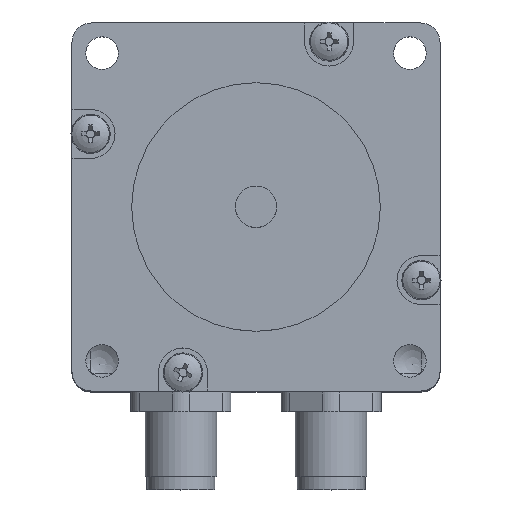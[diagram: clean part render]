
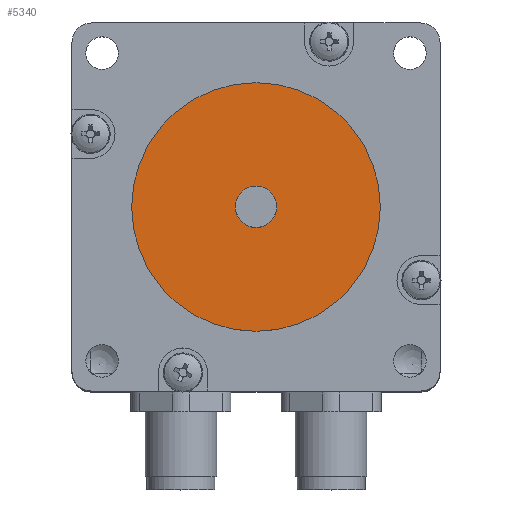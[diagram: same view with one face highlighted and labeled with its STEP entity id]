
A CAD part, top view. The second image highlights one B-rep face of the part: STEP entity #5340.
In plain terms, the highlighted planar face has unit normal (0, 0, 1).
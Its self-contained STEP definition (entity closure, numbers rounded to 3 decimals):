
#5313=CARTESIAN_POINT('',(0.0,0.0,12.6));
#5314=DIRECTION('',(0.0,0.0,-1.0));
#5315=DIRECTION('',(-1.0,0.0,0.0));
#5316=AXIS2_PLACEMENT_3D('',#5313,#5314,#5315);
#5317=PLANE('',#5316);
#5318=CARTESIAN_POINT('',(19.05,0.,12.6));
#5319=VERTEX_POINT('',#5318);
#5320=CARTESIAN_POINT('',(0.0,0.0,12.6));
#5321=DIRECTION('',(0.0,0.0,-1.0));
#5322=DIRECTION('',(-1.0,0.0,0.0));
#5323=AXIS2_PLACEMENT_3D('',#5320,#5321,#5322);
#5324=CIRCLE('',#5323,19.05);
#5325=EDGE_CURVE('',#5319,#5319,#5324,.T.);
#5326=ORIENTED_EDGE('',*,*,#5325,.F.);
#5327=EDGE_LOOP('',(#5326));
#5328=FACE_OUTER_BOUND('',#5327,.T.);
#5329=CARTESIAN_POINT('',(3.175,0.,12.6));
#5330=VERTEX_POINT('',#5329);
#5331=CARTESIAN_POINT('',(0.0,0.0,12.6));
#5332=DIRECTION('',(0.0,0.0,-1.0));
#5333=DIRECTION('',(-1.0,0.0,0.0));
#5334=AXIS2_PLACEMENT_3D('',#5331,#5332,#5333);
#5335=CIRCLE('',#5334,3.175);
#5336=EDGE_CURVE('',#5330,#5330,#5335,.T.);
#5337=ORIENTED_EDGE('',*,*,#5336,.T.);
#5338=EDGE_LOOP('',(#5337));
#5339=FACE_BOUND('',#5338,.T.);
#5340=ADVANCED_FACE('',(#5328,#5339),#5317,.F.);
